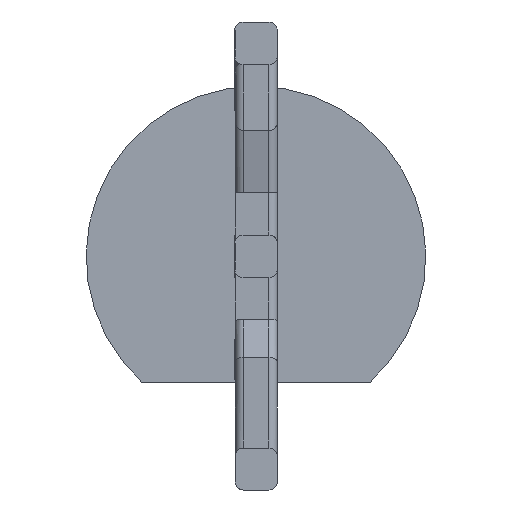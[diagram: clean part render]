
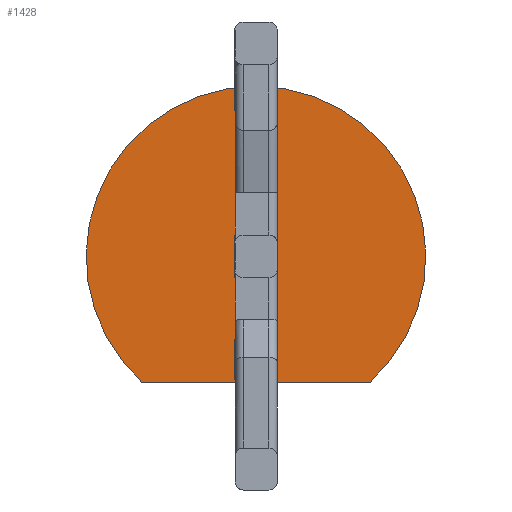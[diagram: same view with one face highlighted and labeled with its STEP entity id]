
A CAD part, front view. The second image highlights one B-rep face of the part: STEP entity #1428.
In plain terms, the highlighted planar face has unit normal (0, -1, 0).
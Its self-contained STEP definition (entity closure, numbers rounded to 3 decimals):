
#98 = DIRECTION ( 'NONE',  ( 0., 0., 1. ) ) ;
#239 = CARTESIAN_POINT ( 'NONE',  ( 0.254, 0., -0.254 ) ) ;
#255 = CARTESIAN_POINT ( 'NONE',  ( -0.254, 0., -0.04 ) ) ;
#279 = VERTEX_POINT ( 'NONE', #3181 ) ;
#300 = EDGE_CURVE ( 'NONE', #674, #2794, #1394, .T. ) ;
#317 = DIRECTION ( 'NONE',  ( -1., 0., 0. ) ) ;
#360 = LINE ( 'NONE', #1138, #2776 ) ;
#361 = ORIENTED_EDGE ( 'NONE', *, *, #982, .F. ) ;
#438 = VERTEX_POINT ( 'NONE', #3359 ) ;
#462 = VECTOR ( 'NONE', #1365, 1000. ) ;
#513 = LINE ( 'NONE', #255, #1784 ) ;
#525 = VECTOR ( 'NONE', #755, 1000. ) ;
#543 = VERTEX_POINT ( 'NONE', #1634 ) ;
#657 = DIRECTION ( 'NONE',  ( 0., 0., -1. ) ) ;
#674 = VERTEX_POINT ( 'NONE', #987 ) ;
#686 = VECTOR ( 'NONE', #1558, 1000. ) ;
#688 = LINE ( 'NONE', #2523, #2561 ) ;
#692 = VERTEX_POINT ( 'NONE', #2894 ) ;
#734 = AXIS2_PLACEMENT_3D ( 'NONE', #944, #3264, #964 ) ;
#755 = DIRECTION ( 'NONE',  ( 1., 0., 0. ) ) ;
#842 = VECTOR ( 'NONE', #98, 1000. ) ;
#891 = EDGE_LOOP ( 'NONE', ( #3033, #2919, #3262, #1611 ) ) ;
#944 = CARTESIAN_POINT ( 'NONE',  ( 0., 0., 0. ) ) ;
#964 = DIRECTION ( 'NONE',  ( 0., 0., 1. ) ) ;
#965 = EDGE_CURVE ( 'NONE', #2271, #438, #2473, .T. ) ;
#978 = CARTESIAN_POINT ( 'NONE',  ( -0.254, 0., 0.254 ) ) ;
#982 = EDGE_CURVE ( 'NONE', #2794, #692, #2226, .T. ) ;
#987 = CARTESIAN_POINT ( 'NONE',  ( -1.36, 0., -1.5 ) ) ;
#1018 = ORIENTED_EDGE ( 'NONE', *, *, #300, .F. ) ;
#1138 = CARTESIAN_POINT ( 'NONE',  ( -0.254, 0., -0.04 ) ) ;
#1163 = CARTESIAN_POINT ( 'NONE',  ( -0.254, 0., -1.474 ) ) ;
#1174 = EDGE_LOOP ( 'NONE', ( #1448, #1866, #1824, #1208 ) ) ;
#1201 = EDGE_CURVE ( 'NONE', #1423, #3365, #2143, .T. ) ;
#1208 = ORIENTED_EDGE ( 'NONE', *, *, #2154, .F. ) ;
#1260 = EDGE_CURVE ( 'NONE', #1595, #2271, #1397, .T. ) ;
#1314 = PLANE ( 'NONE',  #2950 ) ;
#1327 = EDGE_CURVE ( 'NONE', #692, #674, #688, .T. ) ;
#1365 = DIRECTION ( 'NONE',  ( 0., 0., 1. ) ) ;
#1373 = DIRECTION ( 'NONE',  ( 0., 1., 0. ) ) ;
#1394 = CIRCLE ( 'NONE', #1720, 2.025 ) ;
#1397 = LINE ( 'NONE', #1912, #3117 ) ;
#1404 = VERTEX_POINT ( 'NONE', #978 ) ;
#1423 = VERTEX_POINT ( 'NONE', #239 ) ;
#1428 = ADVANCED_FACE ( 'NONE', ( #2835, #3077, #2856 ), #1314, .F. ) ;
#1448 = ORIENTED_EDGE ( 'NONE', *, *, #965, .F. ) ;
#1504 = DIRECTION ( 'NONE',  ( 0., 0., 1. ) ) ;
#1517 = EDGE_CURVE ( 'NONE', #3365, #1404, #2421, .T. ) ;
#1558 = DIRECTION ( 'NONE',  ( -1., 0., 0. ) ) ;
#1595 = VERTEX_POINT ( 'NONE', #1163 ) ;
#1611 = ORIENTED_EDGE ( 'NONE', *, *, #1201, .F. ) ;
#1634 = CARTESIAN_POINT ( 'NONE',  ( -0.254, 0., -0.254 ) ) ;
#1720 = AXIS2_PLACEMENT_3D ( 'NONE', #1890, #1373, #2418 ) ;
#1770 = LINE ( 'NONE', #2053, #525 ) ;
#1784 = VECTOR ( 'NONE', #2054, 1000. ) ;
#1799 = EDGE_CURVE ( 'NONE', #543, #1423, #1770, .T. ) ;
#1824 = ORIENTED_EDGE ( 'NONE', *, *, #2801, .F. ) ;
#1866 = ORIENTED_EDGE ( 'NONE', *, *, #1260, .F. ) ;
#1880 = CARTESIAN_POINT ( 'NONE',  ( 0.254, 0., -0.04 ) ) ;
#1890 = CARTESIAN_POINT ( 'NONE',  ( 0., 0., 0. ) ) ;
#1912 = CARTESIAN_POINT ( 'NONE',  ( 0., 0., -1.474 ) ) ;
#1972 = CARTESIAN_POINT ( 'NONE',  ( 0., 0., 2.025 ) ) ;
#2024 = DIRECTION ( 'NONE',  ( 0., 1., 0. ) ) ;
#2053 = CARTESIAN_POINT ( 'NONE',  ( 0., 0., -0.254 ) ) ;
#2054 = DIRECTION ( 'NONE',  ( 0., 0., -1. ) ) ;
#2130 = LINE ( 'NONE', #2873, #686 ) ;
#2143 = LINE ( 'NONE', #1880, #462 ) ;
#2154 = EDGE_CURVE ( 'NONE', #438, #279, #2130, .T. ) ;
#2226 = CIRCLE ( 'NONE', #734, 2.025 ) ;
#2271 = VERTEX_POINT ( 'NONE', #3318 ) ;
#2418 = DIRECTION ( 'NONE',  ( 0., 0., 1. ) ) ;
#2421 = LINE ( 'NONE', #2676, #2996 ) ;
#2473 = LINE ( 'NONE', #2542, #842 ) ;
#2485 = DIRECTION ( 'NONE',  ( -1., 0., 0. ) ) ;
#2523 = CARTESIAN_POINT ( 'NONE',  ( 0., 0., -1.5 ) ) ;
#2542 = CARTESIAN_POINT ( 'NONE',  ( 0.254, 0., -0.04 ) ) ;
#2561 = VECTOR ( 'NONE', #2485, 1000. ) ;
#2577 = CARTESIAN_POINT ( 'NONE',  ( 0., 0., -0.04 ) ) ;
#2656 = EDGE_CURVE ( 'NONE', #1404, #543, #513, .T. ) ;
#2676 = CARTESIAN_POINT ( 'NONE',  ( 0., 0., 0.254 ) ) ;
#2776 = VECTOR ( 'NONE', #657, 1000. ) ;
#2794 = VERTEX_POINT ( 'NONE', #1972 ) ;
#2801 = EDGE_CURVE ( 'NONE', #279, #1595, #360, .T. ) ;
#2835 = FACE_BOUND ( 'NONE', #1174, .T. ) ;
#2856 = FACE_OUTER_BOUND ( 'NONE', #3121, .T. ) ;
#2865 = ORIENTED_EDGE ( 'NONE', *, *, #1327, .F. ) ;
#2873 = CARTESIAN_POINT ( 'NONE',  ( 0., 0., -0.991 ) ) ;
#2894 = CARTESIAN_POINT ( 'NONE',  ( 1.36, 0., -1.5 ) ) ;
#2919 = ORIENTED_EDGE ( 'NONE', *, *, #2656, .F. ) ;
#2950 = AXIS2_PLACEMENT_3D ( 'NONE', #2577, #2024, #1504 ) ;
#2963 = CARTESIAN_POINT ( 'NONE',  ( 0.254, 0., 0.254 ) ) ;
#2969 = DIRECTION ( 'NONE',  ( 1., 0., 0. ) ) ;
#2996 = VECTOR ( 'NONE', #317, 1000. ) ;
#3033 = ORIENTED_EDGE ( 'NONE', *, *, #1799, .F. ) ;
#3077 = FACE_BOUND ( 'NONE', #891, .T. ) ;
#3117 = VECTOR ( 'NONE', #2969, 1000. ) ;
#3121 = EDGE_LOOP ( 'NONE', ( #2865, #361, #1018 ) ) ;
#3181 = CARTESIAN_POINT ( 'NONE',  ( -0.254, 0., -0.991 ) ) ;
#3262 = ORIENTED_EDGE ( 'NONE', *, *, #1517, .F. ) ;
#3264 = DIRECTION ( 'NONE',  ( 0., 1., 0. ) ) ;
#3318 = CARTESIAN_POINT ( 'NONE',  ( 0.254, 0., -1.474 ) ) ;
#3359 = CARTESIAN_POINT ( 'NONE',  ( 0.254, 0., -0.991 ) ) ;
#3365 = VERTEX_POINT ( 'NONE', #2963 ) ;
